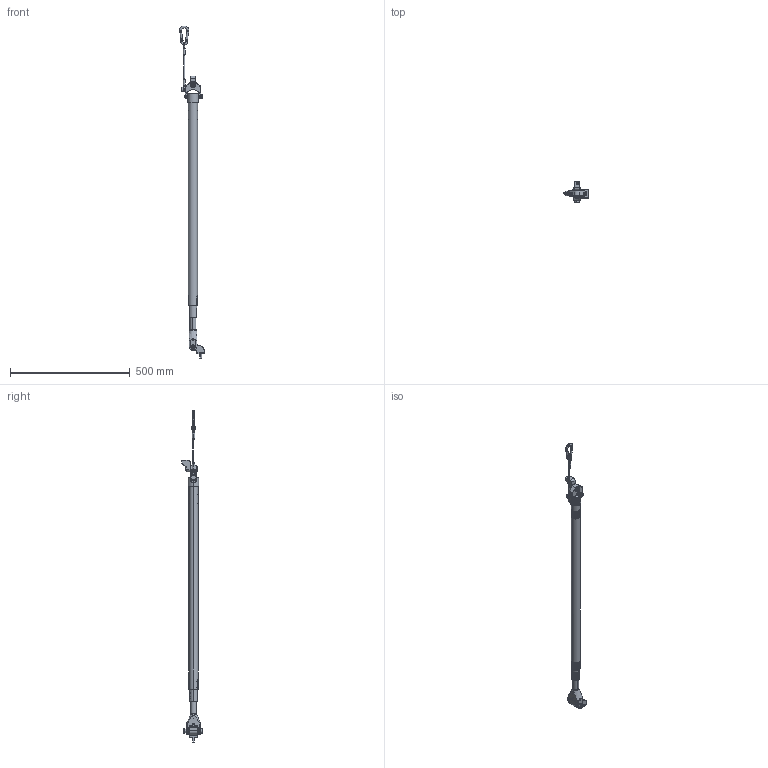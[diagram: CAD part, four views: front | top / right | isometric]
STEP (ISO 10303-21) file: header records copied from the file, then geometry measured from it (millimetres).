
FILE_DESCRIPTION((''),'2;1');
FILE_NAME('4390152485_ASM','2016-03-15T',('TOOcsr'),(''),'CREO PARAMETRIC BY PTC INC, 2015380','CREO PARAMETRIC BY PTC INC, 2015380','');
FILE_SCHEMA(('CONFIG_CONTROL_DESIGN','GEOMETRIC_VALIDATION_PROPERTIES_MIM'));
Length unit declared in the file: millimetre
Products named in the file (39): 4390151800; 4390152202; 4390152201; 4390152204; 4390152216; 4390151803; 0196155291; 4390152280_ASM; 4390152205; 4390152406; 4390152209; 4390152481_ASM; 4390152407; 4390152210; 4390152211; 4390152482_ASM; 4390152408; 4390152212; 4390152483_ASM; 4390152213; 0108120200; 4390152484_ASM; 4390152214; 0301234400; 0291111100; 4390152316; 9125728900; 0211132600; 4390152387_ASM; 4390207915; TIMBLE; 1-1-SOLID1; 2-1-SOLID1; 4390207914_ASM; 4390207917_ASM; 4390207910; 0216132500; 4390207918_ASM; 4390152485_ASM
Assembly tree (43 placements, depth 5):
  4390152485_ASM
    4390152280_ASM
      4390151800
      4390152202  x2
      4390152201
      4390152204
      4390152216  x2
      4390151803
      0196155291  x3
    4390152484_ASM
      4390152481_ASM
        4390152205
        4390152406
        4390152209
      4390152482_ASM
        4390152407
        4390152210
        4390152211
      4390152483_ASM
        4390152408
        4390152212
      4390152213
      0108120200
    4390152214
    0301234400
    0291111100
    4390152387_ASM
      4390152316
      9125728900
      0211132600
    4390207918_ASM
      4390207917_ASM
        4390207915
        TIMBLE  x2
        4390207914_ASM
          1-1-SOLID1
          2-1-SOLID1
      4390207910
      0216132500
Bounding box: 104.22 x 86.5 x 1386.01 mm (x, y, z)
Volume: 725285.8 mm3; surface area: 632495.7 mm2
Topology: 34 solids, 48 shells, 1098 faces, 2674 edges, 1656 vertices
Faces by surface type: cylinder 530, plane 249, bspline 124, torus 117, cone 74, sphere 2, extrusion 2
Entity records: 212355 total; most frequent: CARTESIAN_POINT 175108, ORIENTED_EDGE 5014, DIRECTION 4724, PRESENTATION_STYLE_ASSIGNMENT 2929, STYLED_ITEM 2929, CURVE_STYLE 2538, EDGE_CURVE 2538, AXIS2_PLACEMENT_3D 1899
